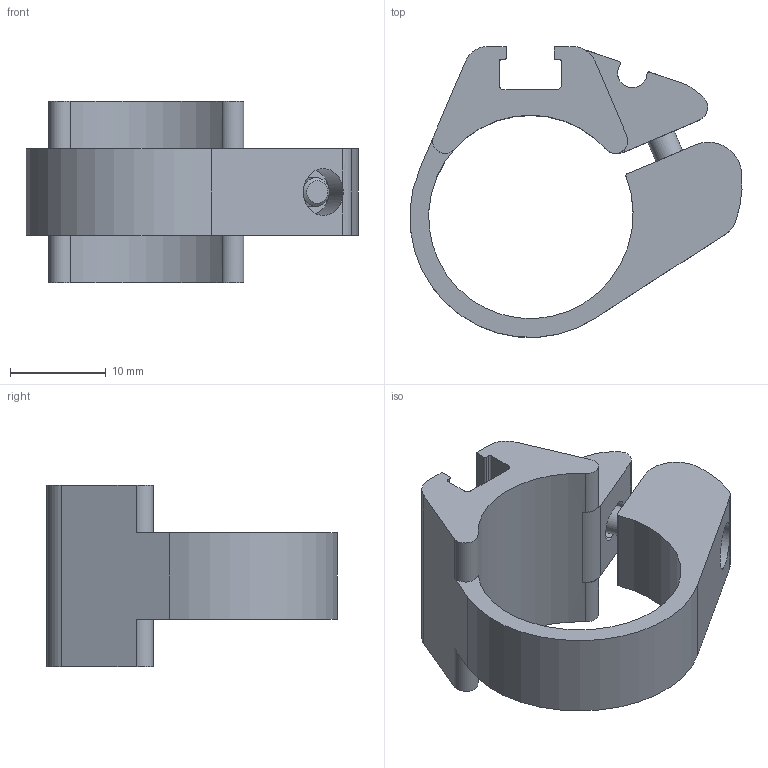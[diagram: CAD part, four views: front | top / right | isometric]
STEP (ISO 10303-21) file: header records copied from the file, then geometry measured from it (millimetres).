
FILE_DESCRIPTION(/* description */ ('STEP AP214'),/* implementation_level */ '2;1');
FILE_NAME(/* name */ '175095_SMBR-8-20',/* time_stamp */ '2024-09-10T12:12:22+02:00',/* author */ ('License CC BY-ND 4.0'),/* organization */ ('CADENAS'),/* preprocessor_version */ 'ST-DEVELOPER v19.3',/* originating_system */ 'PARTsolutions',/* authorisation */ ' ');
FILE_SCHEMA (('AUTOMOTIVE_DESIGN {1 0 10303 214 3 1 1}'));
Length unit declared in the file: millimetre
Products named in the file (1): 175095 SMBR-8-20
Bounding box: 34.71 x 30.37 x 19 mm (x, y, z)
Volume: 4305.7 mm3; surface area: 3561.9 mm2
Topology: 1 solids, 1 shells, 81 faces, 222 edges, 147 vertices
Faces by surface type: plane 42, cylinder 36, cone 3
Full cylindrical faces by diameter (mm): 3 x2, 3.1 x1, 4.9 x1
Entity records: 2589 total; most frequent: CARTESIAN_POINT 477, DIRECTION 454, ORIENTED_EDGE 424, EDGE_CURVE 212, AXIS2_PLACEMENT_3D 172, VERTEX_POINT 144, LINE 110, VECTOR 110
